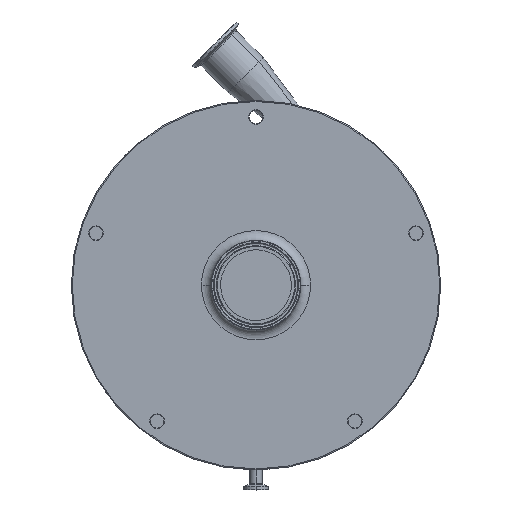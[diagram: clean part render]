
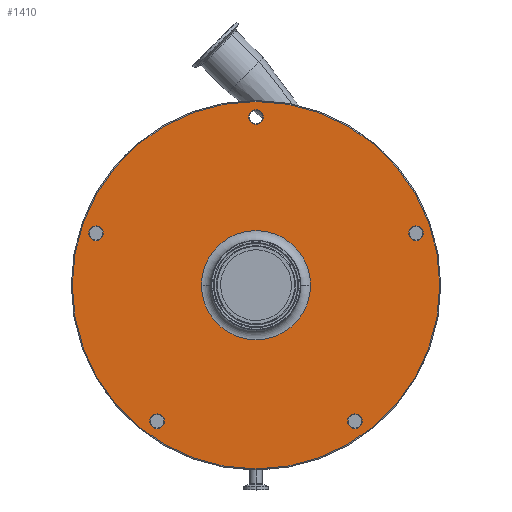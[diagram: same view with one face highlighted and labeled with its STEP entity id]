
A CAD part, top view. The second image highlights one B-rep face of the part: STEP entity #1410.
In plain terms, the highlighted planar face has unit normal (0, 0, 1).
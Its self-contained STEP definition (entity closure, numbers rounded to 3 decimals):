
#13 = AXIS2_PLACEMENT_3D ( 'NONE', #2608, #2723, #7087 ) ;
#32 = VERTEX_POINT ( 'NONE', #2138 ) ;
#68 = AXIS2_PLACEMENT_3D ( 'NONE', #5250, #3684, #325 ) ;
#209 = VERTEX_POINT ( 'NONE', #996 ) ;
#219 = VERTEX_POINT ( 'NONE', #6409 ) ;
#220 = CARTESIAN_POINT ( 'NONE',  ( 188.5, 0., 254. ) ) ;
#244 = CIRCLE ( 'NONE', #3249, 7.5 ) ;
#276 = CARTESIAN_POINT ( 'NONE',  ( 164.057, 53.305, 254. ) ) ;
#325 = DIRECTION ( 'NONE',  ( -1., 0., 0. ) ) ;
#333 = CARTESIAN_POINT ( 'NONE',  ( 0., 0., 254. ) ) ;
#359 = AXIS2_PLACEMENT_3D ( 'NONE', #2791, #1634, #2229 ) ;
#432 = DIRECTION ( 'NONE',  ( 0., 0., 1. ) ) ;
#470 = VERTEX_POINT ( 'NONE', #6114 ) ;
#472 = ORIENTED_EDGE ( 'NONE', *, *, #3228, .F. ) ;
#556 = EDGE_CURVE ( 'NONE', #209, #3114, #5937, .T. ) ;
#601 = CARTESIAN_POINT ( 'NONE',  ( 0., 172.5, 254. ) ) ;
#762 = VERTEX_POINT ( 'NONE', #5737 ) ;
#774 = CARTESIAN_POINT ( 'NONE',  ( -101.393, -139.555, 254. ) ) ;
#788 = CIRCLE ( 'NONE', #3662, 7.5 ) ;
#794 = AXIS2_PLACEMENT_3D ( 'NONE', #276, #2390, #2460 ) ;
#930 = CARTESIAN_POINT ( 'NONE',  ( 7.5, 172.5, 254. ) ) ;
#937 = EDGE_CURVE ( 'NONE', #6533, #3600, #4764, .T. ) ;
#949 = DIRECTION ( 'NONE',  ( -1., 0., 0. ) ) ;
#996 = CARTESIAN_POINT ( 'NONE',  ( -188.5, 0., 254. ) ) ;
#1037 = EDGE_LOOP ( 'NONE', ( #3874, #2439 ) ) ;
#1210 = CARTESIAN_POINT ( 'NONE',  ( -101.393, -147.055, 254. ) ) ;
#1270 = AXIS2_PLACEMENT_3D ( 'NONE', #5326, #1552, #4269 ) ;
#1395 = FACE_BOUND ( 'NONE', #2478, .T. ) ;
#1410 = ADVANCED_FACE ( 'NONE', ( #4231, #1395, #6388, #4200, #1547, #3079, #1476 ), #2624, .F. ) ;
#1469 = EDGE_LOOP ( 'NONE', ( #6021, #4580 ) ) ;
#1476 = FACE_BOUND ( 'NONE', #3065, .T. ) ;
#1494 = CARTESIAN_POINT ( 'NONE',  ( -164.057, 45.805, 254. ) ) ;
#1500 = DIRECTION ( 'NONE',  ( -1., 0., 0. ) ) ;
#1546 = EDGE_LOOP ( 'NONE', ( #472, #1573 ) ) ;
#1547 = FACE_BOUND ( 'NONE', #6383, .T. ) ;
#1552 = DIRECTION ( 'NONE',  ( 0., 0., 1. ) ) ;
#1572 = ORIENTED_EDGE ( 'NONE', *, *, #2367, .F. ) ;
#1573 = ORIENTED_EDGE ( 'NONE', *, *, #4183, .F. ) ;
#1627 = CIRCLE ( 'NONE', #1270, 7.5 ) ;
#1634 = DIRECTION ( 'NONE',  ( 0., 0., 1. ) ) ;
#1760 = EDGE_CURVE ( 'NONE', #3114, #209, #5914, .T. ) ;
#1766 = CIRCLE ( 'NONE', #6692, 7.5 ) ;
#1819 = ORIENTED_EDGE ( 'NONE', *, *, #5638, .F. ) ;
#1919 = DIRECTION ( 'NONE',  ( 0., -1., 0. ) ) ;
#2039 = DIRECTION ( 'NONE',  ( -1., 0., 0. ) ) ;
#2058 = DIRECTION ( 'NONE',  ( 0., -1., 0. ) ) ;
#2091 = CARTESIAN_POINT ( 'NONE',  ( -164.057, 53.305, 254. ) ) ;
#2138 = CARTESIAN_POINT ( 'NONE',  ( 164.057, 60.805, 254. ) ) ;
#2184 = VERTEX_POINT ( 'NONE', #930 ) ;
#2229 = DIRECTION ( 'NONE',  ( 0., -1., 0. ) ) ;
#2235 = EDGE_CURVE ( 'NONE', #3600, #6533, #5252, .T. ) ;
#2322 = ORIENTED_EDGE ( 'NONE', *, *, #5102, .F. ) ;
#2367 = EDGE_CURVE ( 'NONE', #4199, #5450, #788, .T. ) ;
#2390 = DIRECTION ( 'NONE',  ( 0., 0., 1. ) ) ;
#2417 = CARTESIAN_POINT ( 'NONE',  ( -7.5, 172.5, 254. ) ) ;
#2439 = ORIENTED_EDGE ( 'NONE', *, *, #2719, .F. ) ;
#2452 = CIRCLE ( 'NONE', #6469, 7.5 ) ;
#2460 = DIRECTION ( 'NONE',  ( 0., -1., 0. ) ) ;
#2478 = EDGE_LOOP ( 'NONE', ( #4500, #1819 ) ) ;
#2489 = AXIS2_PLACEMENT_3D ( 'NONE', #2650, #4768, #1500 ) ;
#2608 = CARTESIAN_POINT ( 'NONE',  ( 164.057, 53.305, 254. ) ) ;
#2624 = PLANE ( 'NONE',  #68 ) ;
#2650 = CARTESIAN_POINT ( 'NONE',  ( 0., 0., 254. ) ) ;
#2719 = EDGE_CURVE ( 'NONE', #32, #762, #6739, .T. ) ;
#2723 = DIRECTION ( 'NONE',  ( 0., 0., 1. ) ) ;
#2788 = DIRECTION ( 'NONE',  ( 1., 0., 0. ) ) ;
#2791 = CARTESIAN_POINT ( 'NONE',  ( 101.393, -139.555, 254. ) ) ;
#2797 = DIRECTION ( 'NONE',  ( 0., 0., 1. ) ) ;
#2839 = AXIS2_PLACEMENT_3D ( 'NONE', #6830, #432, #6331 ) ;
#3065 = EDGE_LOOP ( 'NONE', ( #5971, #3459 ) ) ;
#3079 = FACE_OUTER_BOUND ( 'NONE', #1469, .T. ) ;
#3114 = VERTEX_POINT ( 'NONE', #220 ) ;
#3228 = EDGE_CURVE ( 'NONE', #470, #219, #6648, .T. ) ;
#3249 = AXIS2_PLACEMENT_3D ( 'NONE', #4141, #6831, #1919 ) ;
#3269 = CARTESIAN_POINT ( 'NONE',  ( -101.393, -132.055, 254. ) ) ;
#3459 = ORIENTED_EDGE ( 'NONE', *, *, #2235, .T. ) ;
#3479 = CIRCLE ( 'NONE', #3825, 7.5 ) ;
#3600 = VERTEX_POINT ( 'NONE', #4054 ) ;
#3640 = ORIENTED_EDGE ( 'NONE', *, *, #6187, .F. ) ;
#3662 = AXIS2_PLACEMENT_3D ( 'NONE', #3848, #2797, #6013 ) ;
#3684 = DIRECTION ( 'NONE',  ( 0., 0., -1. ) ) ;
#3813 = CIRCLE ( 'NONE', #4599, 7.5 ) ;
#3825 = AXIS2_PLACEMENT_3D ( 'NONE', #774, #5253, #6276 ) ;
#3848 = CARTESIAN_POINT ( 'NONE',  ( -164.057, 53.305, 254. ) ) ;
#3874 = ORIENTED_EDGE ( 'NONE', *, *, #4344, .F. ) ;
#4054 = CARTESIAN_POINT ( 'NONE',  ( 56., 0., 254. ) ) ;
#4141 = CARTESIAN_POINT ( 'NONE',  ( 101.393, -139.555, 254. ) ) ;
#4177 = CARTESIAN_POINT ( 'NONE',  ( -164.057, 60.805, 254. ) ) ;
#4183 = EDGE_CURVE ( 'NONE', #219, #470, #244, .T. ) ;
#4199 = VERTEX_POINT ( 'NONE', #1494 ) ;
#4200 = FACE_BOUND ( 'NONE', #1037, .T. ) ;
#4231 = FACE_BOUND ( 'NONE', #6307, .T. ) ;
#4257 = EDGE_CURVE ( 'NONE', #5450, #4199, #3813, .T. ) ;
#4269 = DIRECTION ( 'NONE',  ( 1., 0., 0. ) ) ;
#4344 = EDGE_CURVE ( 'NONE', #762, #32, #6777, .T. ) ;
#4402 = ORIENTED_EDGE ( 'NONE', *, *, #4257, .F. ) ;
#4434 = VERTEX_POINT ( 'NONE', #2417 ) ;
#4500 = ORIENTED_EDGE ( 'NONE', *, *, #4890, .F. ) ;
#4580 = ORIENTED_EDGE ( 'NONE', *, *, #1760, .T. ) ;
#4599 = AXIS2_PLACEMENT_3D ( 'NONE', #2091, #6442, #2058 ) ;
#4764 = CIRCLE ( 'NONE', #5791, 56. ) ;
#4768 = DIRECTION ( 'NONE',  ( 0., 0., -1. ) ) ;
#4890 = EDGE_CURVE ( 'NONE', #6559, #5499, #3479, .T. ) ;
#5102 = EDGE_CURVE ( 'NONE', #4434, #2184, #1627, .T. ) ;
#5209 = DIRECTION ( 'NONE',  ( 0., 0., 1. ) ) ;
#5250 = CARTESIAN_POINT ( 'NONE',  ( 0., 189.5, 254. ) ) ;
#5251 = DIRECTION ( 'NONE',  ( 0., -1., 0. ) ) ;
#5252 = CIRCLE ( 'NONE', #2489, 56. ) ;
#5253 = DIRECTION ( 'NONE',  ( 0., 0., 1. ) ) ;
#5259 = DIRECTION ( 'NONE',  ( 0., 0., -1. ) ) ;
#5326 = CARTESIAN_POINT ( 'NONE',  ( 0., 172.5, 254. ) ) ;
#5450 = VERTEX_POINT ( 'NONE', #4177 ) ;
#5499 = VERTEX_POINT ( 'NONE', #3269 ) ;
#5638 = EDGE_CURVE ( 'NONE', #5499, #6559, #1766, .T. ) ;
#5729 = CARTESIAN_POINT ( 'NONE',  ( 0., 0., 254. ) ) ;
#5737 = CARTESIAN_POINT ( 'NONE',  ( 164.057, 45.805, 254. ) ) ;
#5791 = AXIS2_PLACEMENT_3D ( 'NONE', #333, #5259, #949 ) ;
#5914 = CIRCLE ( 'NONE', #2839, 188.5 ) ;
#5937 = CIRCLE ( 'NONE', #6971, 188.5 ) ;
#5971 = ORIENTED_EDGE ( 'NONE', *, *, #937, .T. ) ;
#6013 = DIRECTION ( 'NONE',  ( 0., -1., 0. ) ) ;
#6021 = ORIENTED_EDGE ( 'NONE', *, *, #556, .T. ) ;
#6114 = CARTESIAN_POINT ( 'NONE',  ( 101.393, -147.055, 254. ) ) ;
#6187 = EDGE_CURVE ( 'NONE', #2184, #4434, #2452, .T. ) ;
#6276 = DIRECTION ( 'NONE',  ( 0., -1., 0. ) ) ;
#6307 = EDGE_LOOP ( 'NONE', ( #1572, #4402 ) ) ;
#6331 = DIRECTION ( 'NONE',  ( -1., 0., 0. ) ) ;
#6383 = EDGE_LOOP ( 'NONE', ( #3640, #2322 ) ) ;
#6388 = FACE_BOUND ( 'NONE', #1546, .T. ) ;
#6409 = CARTESIAN_POINT ( 'NONE',  ( 101.393, -132.055, 254. ) ) ;
#6442 = DIRECTION ( 'NONE',  ( 0., 0., 1. ) ) ;
#6469 = AXIS2_PLACEMENT_3D ( 'NONE', #601, #7008, #2788 ) ;
#6533 = VERTEX_POINT ( 'NONE', #6609 ) ;
#6559 = VERTEX_POINT ( 'NONE', #1210 ) ;
#6609 = CARTESIAN_POINT ( 'NONE',  ( -56., 0., 254. ) ) ;
#6648 = CIRCLE ( 'NONE', #359, 7.5 ) ;
#6692 = AXIS2_PLACEMENT_3D ( 'NONE', #6726, #6958, #5251 ) ;
#6726 = CARTESIAN_POINT ( 'NONE',  ( -101.393, -139.555, 254. ) ) ;
#6739 = CIRCLE ( 'NONE', #794, 7.5 ) ;
#6777 = CIRCLE ( 'NONE', #13, 7.5 ) ;
#6830 = CARTESIAN_POINT ( 'NONE',  ( 0., 0., 254. ) ) ;
#6831 = DIRECTION ( 'NONE',  ( 0., 0., 1. ) ) ;
#6958 = DIRECTION ( 'NONE',  ( 0., 0., 1. ) ) ;
#6971 = AXIS2_PLACEMENT_3D ( 'NONE', #5729, #5209, #2039 ) ;
#7008 = DIRECTION ( 'NONE',  ( 0., 0., 1. ) ) ;
#7087 = DIRECTION ( 'NONE',  ( 0., -1., 0. ) ) ;
